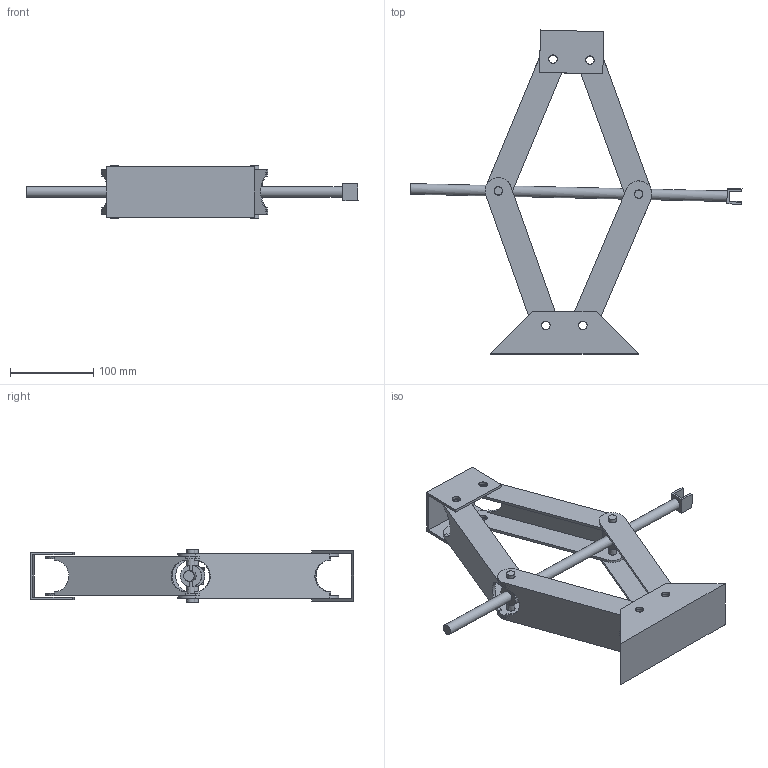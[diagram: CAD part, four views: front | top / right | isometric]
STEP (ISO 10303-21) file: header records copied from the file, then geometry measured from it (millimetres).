
FILE_DESCRIPTION((''),'2;1');
FILE_NAME( 'ADV_ANAL.stp', '2000-08-30T14:32:45',('User'),('SDRC'),'I-DEAS Master Series 8','UNIX', 'Yes');
FILE_SCHEMA(('CONFIG_CONTROL_DESIGN'));
Length unit declared in the file: millimetre
Assembly tree (9 placements, depth 0):
Bounding box: 399.03 x 389.34 x 63.12 mm (x, y, z)
Volume: 406089.9 mm3; surface area: 253676.9 mm2
Topology: 9 solids, 9 shells, 150 faces, 383 edges, 266 vertices
Faces by surface type: bspline 150
Entity records: 4213 total; most frequent: CARTESIAN_POINT 1706, ORIENTED_EDGE 482, EDGE_CURVE 241, VERTEX_POINT 158, EDGE_LOOP 129, QUASI_UNIFORM_CURVE 111, FACE_OUTER_BOUND 95, ADVANCED_FACE 95
